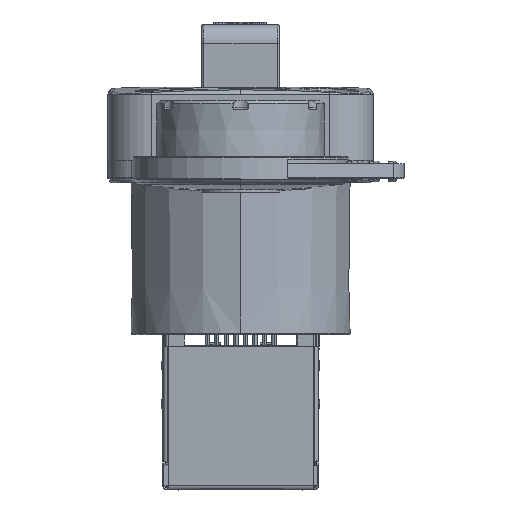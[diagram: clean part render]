
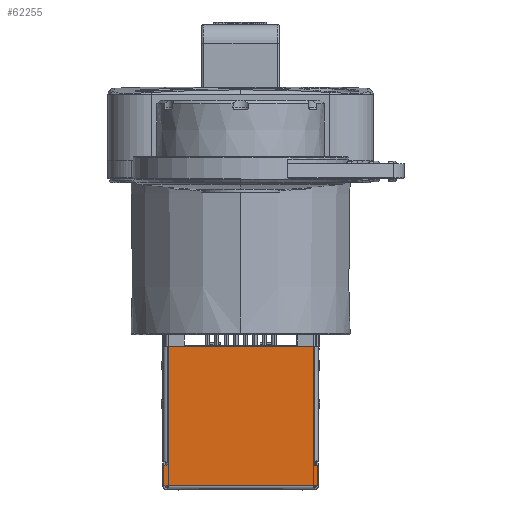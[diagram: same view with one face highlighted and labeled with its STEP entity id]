
A CAD part, front view. The second image highlights one B-rep face of the part: STEP entity #62255.
In plain terms, the highlighted planar face has unit normal (0.003, -1, 0).
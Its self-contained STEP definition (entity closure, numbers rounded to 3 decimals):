
#51610=DIRECTION('',(1.,0.003,0.));
#51611=VECTOR('',#51610,15.9);
#51612=CARTESIAN_POINT('',(-7.927,-6.727,
-41.35));
#51613=LINE('',#51612,#51611);
#51816=DIRECTION('',(1.,0.003,0.));
#51817=VECTOR('',#51816,0.2);
#51818=CARTESIAN_POINT('',(-8.127,-6.728,-41.35));
#51819=LINE('',#51818,#51817);
#51890=DIRECTION('',(0.,0.,-1.));
#51891=VECTOR('',#51890,2.);
#51892=CARTESIAN_POINT('',(-8.227,-6.728,-39.25));
#51893=LINE('',#51892,#51891);
#51898=DIRECTION('',(0.,0.,1.));
#51899=VECTOR('',#51898,0.141);
#51900=CARTESIAN_POINT('',(-7.827,-6.727,
-39.05));
#51901=LINE('',#51900,#51899);
#51902=DIRECTION('',(1.,0.003,0.));
#51903=VECTOR('',#51902,15.7);
#51904=CARTESIAN_POINT('',(-7.827,-6.727,-26.4));
#51905=LINE('',#51904,#51903);
#51906=DIRECTION('',(0.,0.,-1.));
#51907=VECTOR('',#51906,0.07);
#51908=CARTESIAN_POINT('',(7.873,-6.673,
-38.98));
#51909=LINE('',#51908,#51907);
#51910=CARTESIAN_POINT('',(7.973,-6.673,-39.05));
#51911=DIRECTION('',(0.003,-1.,0.));
#51912=DIRECTION('',(-1.,-0.003,
0.));
#51913=AXIS2_PLACEMENT_3D('',#51910,#51911,#51912);
#51915=DIRECTION('',(1.,0.003,0.));
#51916=VECTOR('',#51915,0.2);
#51917=CARTESIAN_POINT('',(7.973,-6.673,
-39.15));
#51918=LINE('',#51917,#51916);
#51919=CARTESIAN_POINT('',(8.173,-6.672,-39.25));
#51920=DIRECTION('',(-0.003,1.,0.));
#51921=DIRECTION('',(0.,0.,1.));
#51922=AXIS2_PLACEMENT_3D('',#51919,#51920,#51921);
#51924=DIRECTION('',(0.,0.,-1.));
#51925=VECTOR('',#51924,2.);
#51926=CARTESIAN_POINT('',(8.273,-6.672,-39.25));
#51927=LINE('',#51926,#51925);
#51928=CARTESIAN_POINT('',(8.173,-6.672,-41.25));
#51929=DIRECTION('',(-0.003,1.,0.));
#51930=DIRECTION('',(1.,0.003,0.));
#51931=AXIS2_PLACEMENT_3D('',#51928,#51929,#51930);
#51933=DIRECTION('',(-1.,-0.003,0.));
#51934=VECTOR('',#51933,0.2);
#51935=CARTESIAN_POINT('',(8.173,-6.672,
-41.35));
#51936=LINE('',#51935,#51934);
#51937=CARTESIAN_POINT('',(-8.127,-6.728,-41.25));
#51938=DIRECTION('',(-0.003,1.,0.));
#51939=DIRECTION('',(0.,0.,-1.));
#51940=AXIS2_PLACEMENT_3D('',#51937,#51938,#51939);
#51942=CARTESIAN_POINT('',(-8.127,-6.728,-39.25));
#51943=DIRECTION('',(-0.003,1.,0.));
#51944=DIRECTION('',(-1.,-0.003,
0.));
#51945=AXIS2_PLACEMENT_3D('',#51942,#51943,#51944);
#51947=CARTESIAN_POINT('',(-7.927,-6.727,-39.05));
#51948=DIRECTION('',(0.003,-1.,0.));
#51949=DIRECTION('',(0.,0.,-1.));
#51950=AXIS2_PLACEMENT_3D('',#51947,#51948,#51949);
#52251=DIRECTION('',(0.,0.,1.));
#52252=VECTOR('',#52251,12.58);
#52253=CARTESIAN_POINT('',(7.873,-6.673,
-38.98));
#52254=LINE('',#52253,#52252);
#52345=DIRECTION('',(0.,0.,-1.));
#52346=VECTOR('',#52345,12.509);
#52347=CARTESIAN_POINT('',(-7.827,-6.727,-26.4));
#52348=LINE('',#52347,#52346);
#52401=DIRECTION('',(-1.,-0.003,
0.));
#52402=VECTOR('',#52401,0.2);
#52403=CARTESIAN_POINT('',(-7.927,-6.727,-39.15));
#52404=LINE('',#52403,#52402);
#56121=CARTESIAN_POINT('',(-7.927,-6.727,
-41.35));
#56122=VERTEX_POINT('',#56121);
#56125=CARTESIAN_POINT('',(-8.127,-6.728,-41.35));
#56126=VERTEX_POINT('',#56125);
#56157=CARTESIAN_POINT('',(-8.227,-6.728,-39.25));
#56158=VERTEX_POINT('',#56157);
#56159=CARTESIAN_POINT('',(-8.127,-6.728,-39.15));
#56160=VERTEX_POINT('',#56159);
#56161=CARTESIAN_POINT('',(-8.227,-6.728,-41.25));
#56162=VERTEX_POINT('',#56161);
#56163=CARTESIAN_POINT('',(-7.827,-6.727,
-39.05));
#56164=CARTESIAN_POINT('',(-7.827,-6.727,
-38.909));
#56165=VERTEX_POINT('',#56163);
#56166=VERTEX_POINT('',#56164);
#56167=CARTESIAN_POINT('',(-7.827,-6.727,-26.4));
#56168=VERTEX_POINT('',#56167);
#56169=CARTESIAN_POINT('',(7.873,-6.673,-26.4));
#56170=VERTEX_POINT('',#56169);
#56171=CARTESIAN_POINT('',(7.873,-6.673,
-38.98));
#56172=VERTEX_POINT('',#56171);
#56173=CARTESIAN_POINT('',(7.873,-6.673,-39.05));
#56174=VERTEX_POINT('',#56173);
#56175=CARTESIAN_POINT('',(7.973,-6.673,
-39.15));
#56176=VERTEX_POINT('',#56175);
#56177=CARTESIAN_POINT('',(8.173,-6.672,-39.15));
#56178=VERTEX_POINT('',#56177);
#56179=CARTESIAN_POINT('',(8.273,-6.672,
-39.25));
#56180=VERTEX_POINT('',#56179);
#56181=CARTESIAN_POINT('',(8.273,-6.672,
-41.25));
#56182=VERTEX_POINT('',#56181);
#56183=CARTESIAN_POINT('',(8.173,-6.672,
-41.35));
#56184=VERTEX_POINT('',#56183);
#56185=CARTESIAN_POINT('',(7.973,-6.673,
-41.35));
#56186=VERTEX_POINT('',#56185);
#56187=CARTESIAN_POINT('',(-7.927,-6.727,-39.15));
#56188=VERTEX_POINT('',#56187);
#62217=CARTESIAN_POINT('',(0.023,-6.7,-33.875));
#62218=DIRECTION('',(0.003,-1.,0.));
#62219=DIRECTION('',(-1.,-0.003,0.));
#62220=AXIS2_PLACEMENT_3D('',#62217,#62218,#62219);
#62221=PLANE('',#62220);
#62223=ORIENTED_EDGE('',*,*,#62222,.T.);
#62225=ORIENTED_EDGE('',*,*,#62224,.F.);
#62227=ORIENTED_EDGE('',*,*,#62226,.T.);
#62229=ORIENTED_EDGE('',*,*,#62228,.F.);
#62231=ORIENTED_EDGE('',*,*,#62230,.T.);
#62233=ORIENTED_EDGE('',*,*,#62232,.T.);
#62235=ORIENTED_EDGE('',*,*,#62234,.T.);
#62237=ORIENTED_EDGE('',*,*,#62236,.T.);
#62239=ORIENTED_EDGE('',*,*,#62238,.T.);
#62241=ORIENTED_EDGE('',*,*,#62240,.T.);
#62243=ORIENTED_EDGE('',*,*,#62242,.T.);
#62244=ORIENTED_EDGE('',*,*,#61895,.F.);
#62245=ORIENTED_EDGE('',*,*,#62128,.F.);
#62246=ORIENTED_EDGE('',*,*,#62212,.T.);
#62247=ORIENTED_EDGE('',*,*,#62199,.F.);
#62248=ORIENTED_EDGE('',*,*,#62185,.T.);
#62250=ORIENTED_EDGE('',*,*,#62249,.F.);
#62252=ORIENTED_EDGE('',*,*,#62251,.T.);
#62253=EDGE_LOOP('',(#62223,#62225,#62227,#62229,#62231,#62233,#62235,#62237,
#62239,#62241,#62243,#62244,#62245,#62246,#62247,#62248,#62250,#62252));
#62254=FACE_OUTER_BOUND('',#62253,.F.);
#62255=ADVANCED_FACE('',(#62254),#62221,.T.);
#51914=CIRCLE('',#51913,0.1);
#51923=CIRCLE('',#51922,0.1);
#51932=CIRCLE('',#51931,0.1);
#51941=CIRCLE('',#51940,0.1);
#51946=CIRCLE('',#51945,0.1);
#51951=CIRCLE('',#51950,0.1);
#61895=EDGE_CURVE('',#56122,#56186,#51613,.T.);
#62128=EDGE_CURVE('',#56126,#56122,#51819,.T.);
#62185=EDGE_CURVE('',#56158,#56160,#51946,.T.);
#62199=EDGE_CURVE('',#56158,#56162,#51893,.T.);
#62212=EDGE_CURVE('',#56126,#56162,#51941,.T.);
#62222=EDGE_CURVE('',#56165,#56166,#51901,.T.);
#62224=EDGE_CURVE('',#56168,#56166,#52348,.T.);
#62226=EDGE_CURVE('',#56168,#56170,#51905,.T.);
#62228=EDGE_CURVE('',#56172,#56170,#52254,.T.);
#62230=EDGE_CURVE('',#56172,#56174,#51909,.T.);
#62232=EDGE_CURVE('',#56174,#56176,#51914,.T.);
#62234=EDGE_CURVE('',#56176,#56178,#51918,.T.);
#62236=EDGE_CURVE('',#56178,#56180,#51923,.T.);
#62238=EDGE_CURVE('',#56180,#56182,#51927,.T.);
#62240=EDGE_CURVE('',#56182,#56184,#51932,.T.);
#62242=EDGE_CURVE('',#56184,#56186,#51936,.T.);
#62249=EDGE_CURVE('',#56188,#56160,#52404,.T.);
#62251=EDGE_CURVE('',#56188,#56165,#51951,.T.);
